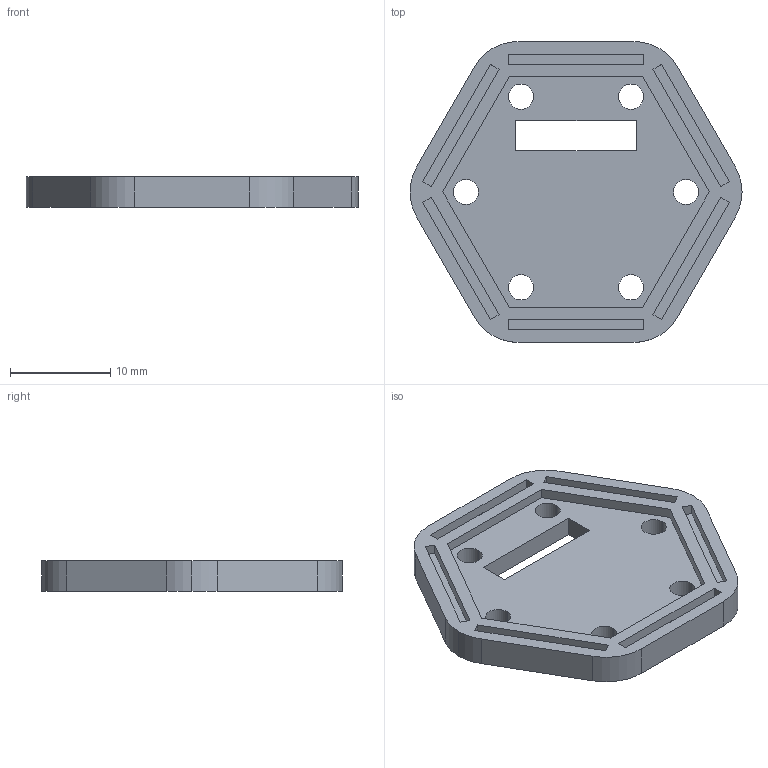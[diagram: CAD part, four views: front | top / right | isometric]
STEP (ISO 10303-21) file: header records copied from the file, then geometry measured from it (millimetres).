
FILE_DESCRIPTION (( 'STEP AP214' ), '1' );
FILE_NAME ('êðûøêà.STEP', '2022-03-01T12:53:31', ( '' ), ( '' ), 'SwSTEP 2.0', 'SolidWorks 2017', '' );
FILE_SCHEMA (( 'AUTOMOTIVE_DESIGN' ));
Length unit declared in the file: millimetre
Products named in the file (1): êðûøêà
Bounding box: 33.09 x 30 x 3 mm (x, y, z)
Volume: 1644 mm3; surface area: 2121.8 mm2
Topology: 1 solids, 1 shells, 68 faces, 177 edges, 118 vertices
Faces by surface type: plane 49, cylinder 19
Entity records: 2141 total; most frequent: CARTESIAN_POINT 364, ORIENTED_EDGE 354, DIRECTION 353, EDGE_CURVE 177, LINE 139, VECTOR 139, VERTEX_POINT 118, AXIS2_PLACEMENT_3D 107
